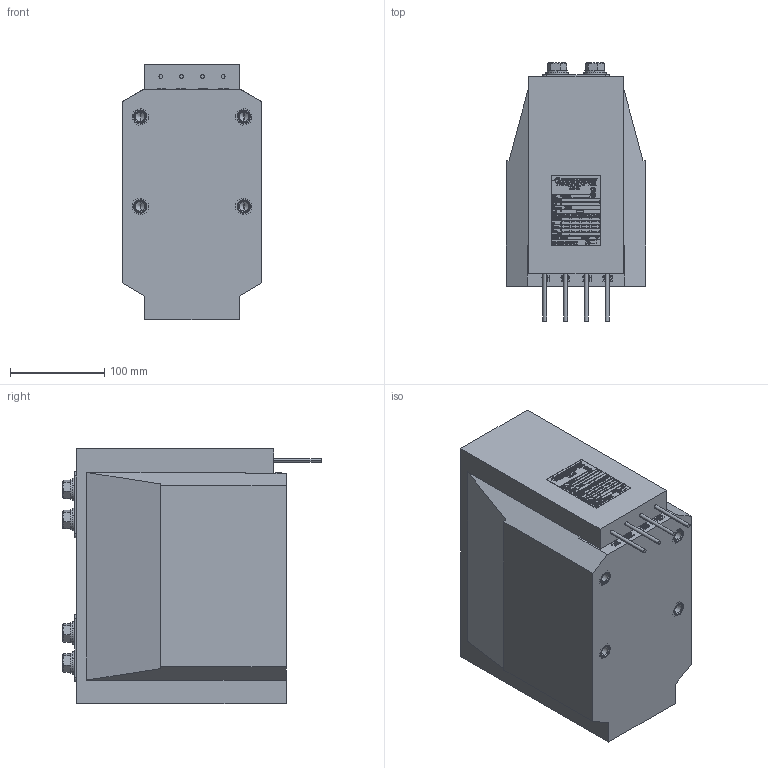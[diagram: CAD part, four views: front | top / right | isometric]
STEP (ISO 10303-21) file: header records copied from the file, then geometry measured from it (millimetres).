
FILE_DESCRIPTION (( 'STEP AP214' ), '1' );
FILE_NAME ('ﾒﾋﾊ-ﾑﾒ-10-10 (2000ﾀ).STEP', '2023-06-27T09:50:33', ( '' ), ( '' ), 'SwSTEP 2.0', 'SolidWorks 2014', '' );
FILE_SCHEMA (( 'AUTOMOTIVE_DESIGN' ));
Length unit declared in the file: millimetre
Products named in the file (13): ÂÅÈÓ.754312.182À Òàáëè÷êà òåõíè÷åñêèõ äàííûõ ÒËÊ-ÑÒ__-00; plain washer grade c_din_Washer DIN 126 - 13.5; plain washer grade c_din_Washer DIN 126 - 5.5; curved spring lock washer_din_Spring washer DIN 128 - A12; curved spring lock washer_din_Spring washer DIN 128 - A5; hex screw gradec_din_ISO 4018 - M12 x 25-NN; hex screw gradec_din_ISO 4018 - M5 x 10-NN; .538 ﾒﾋﾊ-ﾑﾒ-10-10 (2000ﾀ); 屡扔.757465.021 袜觐礤黜桕_-01; ÂÅÈÓ.758472.006 Ãàéêà ñïåöèàëüíàÿ; ÂÅÈÓ.758472.007-02  Ãàéêà; Êîðïóñ ÒËÊ-10-10 (2000À); ﾒﾋﾊ-ﾑﾒ-10-10 (2000ﾀ)
Assembly tree (37 placements, depth 3):
  ﾒﾋﾊ-ﾑﾒ-10-10 (2000ﾀ)
    .538 ﾒﾋﾊ-ﾑﾒ-10-10 (2000ﾀ)
      Êîðïóñ ÒËÊ-10-10 (2000À)
      ÂÅÈÓ.758472.007-02  Ãàéêà
      ÂÅÈÓ.758472.006 Ãàéêà ñïåöèàëüíàÿ  x4
      屡扔.757465.021 袜觐礤黜桕_-01  x2
    hex screw gradec_din_ISO 4018 - M5 x 10-NN
    hex screw gradec_din_ISO 4018 - M12 x 25-NN  x8
    curved spring lock washer_din_Spring washer DIN 128 - A5
    curved spring lock washer_din_Spring washer DIN 128 - A12  x8
    plain washer grade c_din_Washer DIN 126 - 5.5
    plain washer grade c_din_Washer DIN 126 - 13.5  x8
    ÂÅÈÓ.754312.182À Òàáëè÷êà òåõíè÷åñêèõ äàííûõ ÒËÊ-ÑÒ__-00
Bounding box: 148 x 273.55 x 270.6 mm (x, y, z)
Volume: 8080457.6 mm3; surface area: 360116.7 mm2
Topology: 40 solids, 44 shells, 3585 faces, 9353 edges, 6131 vertices
Faces by surface type: plane 2123, bspline 1042, cylinder 222, cone 162, torus 20, sphere 16
Entity records: 176496 total; most frequent: CARTESIAN_POINT 74264, ORIENTED_EDGE 16916, DIRECTION 10994, EDGE_CURVE 8458, LINE 6046, VECTOR 6046, VERTEX_POINT 5612, EDGE_LOOP 3514
